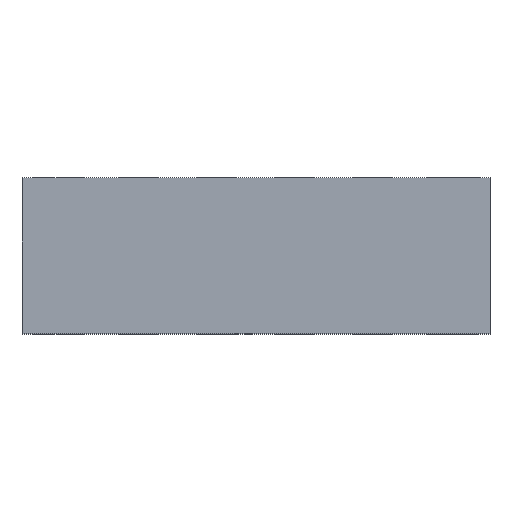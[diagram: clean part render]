
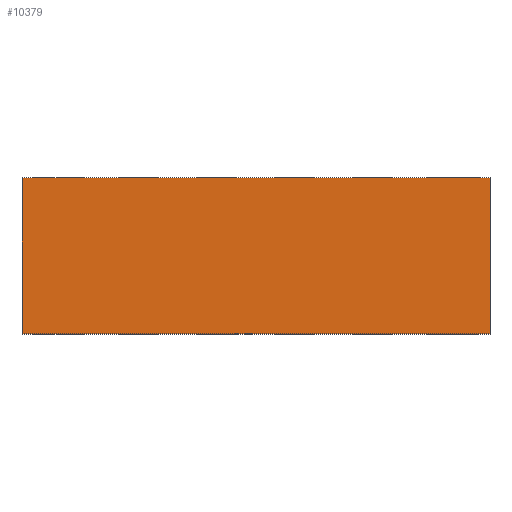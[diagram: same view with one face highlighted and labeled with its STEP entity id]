
A CAD part, top view. The second image highlights one B-rep face of the part: STEP entity #10379.
In plain terms, the highlighted planar face has unit normal (0, 0, 1).
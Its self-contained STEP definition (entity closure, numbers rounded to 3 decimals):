
#9339 = PLANE('',#9340);
#9340 = AXIS2_PLACEMENT_3D('',#9341,#9342,#9343);
#9341 = CARTESIAN_POINT('',(0.,0.,0.));
#9342 = DIRECTION('',(0.,1.,0.));
#9343 = DIRECTION('',(1.,0.,0.));
#9576 = PLANE('',#9577);
#9577 = AXIS2_PLACEMENT_3D('',#9578,#9579,#9580);
#9578 = CARTESIAN_POINT('',(0.,1.,0.));
#9579 = DIRECTION('',(0.,1.,0.));
#9580 = DIRECTION('',(1.,0.,0.));
#10276 = VERTEX_POINT('',#10277);
#10277 = CARTESIAN_POINT('',(-1.5,0.,1.5));
#10284 = PLANE('',#10285);
#10285 = AXIS2_PLACEMENT_3D('',#10286,#10287,#10288);
#10286 = CARTESIAN_POINT('',(-1.5,1.,1.5));
#10287 = DIRECTION('',(1.,0.,0.));
#10288 = DIRECTION('',(0.,1.,0.));
#10303 = EDGE_CURVE('',#10304,#10276,#10306,.T.);
#10304 = VERTEX_POINT('',#10305);
#10305 = CARTESIAN_POINT('',(-1.5,1.,1.5));
#10306 = SURFACE_CURVE('',#10307,(#10311,#10318),.PCURVE_S1.);
#10307 = LINE('',#10308,#10309);
#10308 = CARTESIAN_POINT('',(-1.5,1.,1.5));
#10309 = VECTOR('',#10310,1.);
#10310 = DIRECTION('',(0.,-1.,0.));
#10311 = PCURVE('',#10284,#10312);
#10312 = DEFINITIONAL_REPRESENTATION('',(#10313),#10317);
#10313 = LINE('',#10314,#10315);
#10314 = CARTESIAN_POINT('',(0.,0.));
#10315 = VECTOR('',#10316,1.);
#10316 = DIRECTION('',(-1.,0.));
#10317 = ( GEOMETRIC_REPRESENTATION_CONTEXT(2) 
PARAMETRIC_REPRESENTATION_CONTEXT() REPRESENTATION_CONTEXT('2D SPACE',''
  ) );
#10318 = PCURVE('',#10319,#10324);
#10319 = PLANE('',#10320);
#10320 = AXIS2_PLACEMENT_3D('',#10321,#10322,#10323);
#10321 = CARTESIAN_POINT('',(1.5,1.,1.5));
#10322 = DIRECTION('',(0.,0.,-1.));
#10323 = DIRECTION('',(-1.,0.,0.));
#10324 = DEFINITIONAL_REPRESENTATION('',(#10325),#10329);
#10325 = LINE('',#10326,#10327);
#10326 = CARTESIAN_POINT('',(3.,0.));
#10327 = VECTOR('',#10328,1.);
#10328 = DIRECTION('',(0.,-1.));
#10329 = ( GEOMETRIC_REPRESENTATION_CONTEXT(2) 
PARAMETRIC_REPRESENTATION_CONTEXT() REPRESENTATION_CONTEXT('2D SPACE',''
  ) );
#10379 = ADVANCED_FACE('',(#10380),#10319,.F.);
#10380 = FACE_BOUND('',#10381,.T.);
#10381 = EDGE_LOOP('',(#10382,#10405,#10433,#10454));
#10382 = ORIENTED_EDGE('',*,*,#10383,.T.);
#10383 = EDGE_CURVE('',#10276,#10384,#10386,.T.);
#10384 = VERTEX_POINT('',#10385);
#10385 = CARTESIAN_POINT('',(1.5,0.,1.5));
#10386 = SURFACE_CURVE('',#10387,(#10391,#10398),.PCURVE_S1.);
#10387 = LINE('',#10388,#10389);
#10388 = CARTESIAN_POINT('',(1.5,0.,1.5));
#10389 = VECTOR('',#10390,1.);
#10390 = DIRECTION('',(1.,0.,0.));
#10391 = PCURVE('',#10319,#10392);
#10392 = DEFINITIONAL_REPRESENTATION('',(#10393),#10397);
#10393 = LINE('',#10394,#10395);
#10394 = CARTESIAN_POINT('',(0.,-1.));
#10395 = VECTOR('',#10396,1.);
#10396 = DIRECTION('',(-1.,0.));
#10397 = ( GEOMETRIC_REPRESENTATION_CONTEXT(2) 
PARAMETRIC_REPRESENTATION_CONTEXT() REPRESENTATION_CONTEXT('2D SPACE',''
  ) );
#10398 = PCURVE('',#9339,#10399);
#10399 = DEFINITIONAL_REPRESENTATION('',(#10400),#10404);
#10400 = LINE('',#10401,#10402);
#10401 = CARTESIAN_POINT('',(1.5,-1.5));
#10402 = VECTOR('',#10403,1.);
#10403 = DIRECTION('',(1.,0.));
#10404 = ( GEOMETRIC_REPRESENTATION_CONTEXT(2) 
PARAMETRIC_REPRESENTATION_CONTEXT() REPRESENTATION_CONTEXT('2D SPACE',''
  ) );
#10405 = ORIENTED_EDGE('',*,*,#10406,.F.);
#10406 = EDGE_CURVE('',#10407,#10384,#10409,.T.);
#10407 = VERTEX_POINT('',#10408);
#10408 = CARTESIAN_POINT('',(1.5,1.,1.5));
#10409 = SURFACE_CURVE('',#10410,(#10414,#10421),.PCURVE_S1.);
#10410 = LINE('',#10411,#10412);
#10411 = CARTESIAN_POINT('',(1.5,1.,1.5));
#10412 = VECTOR('',#10413,1.);
#10413 = DIRECTION('',(0.,-1.,0.));
#10414 = PCURVE('',#10319,#10415);
#10415 = DEFINITIONAL_REPRESENTATION('',(#10416),#10420);
#10416 = LINE('',#10417,#10418);
#10417 = CARTESIAN_POINT('',(0.,0.));
#10418 = VECTOR('',#10419,1.);
#10419 = DIRECTION('',(0.,-1.));
#10420 = ( GEOMETRIC_REPRESENTATION_CONTEXT(2) 
PARAMETRIC_REPRESENTATION_CONTEXT() REPRESENTATION_CONTEXT('2D SPACE',''
  ) );
#10421 = PCURVE('',#10422,#10427);
#10422 = PLANE('',#10423);
#10423 = AXIS2_PLACEMENT_3D('',#10424,#10425,#10426);
#10424 = CARTESIAN_POINT('',(1.5,1.,1.5));
#10425 = DIRECTION('',(-1.,0.,0.));
#10426 = DIRECTION('',(0.,0.,1.));
#10427 = DEFINITIONAL_REPRESENTATION('',(#10428),#10432);
#10428 = LINE('',#10429,#10430);
#10429 = CARTESIAN_POINT('',(0.,0.));
#10430 = VECTOR('',#10431,1.);
#10431 = DIRECTION('',(0.,-1.));
#10432 = ( GEOMETRIC_REPRESENTATION_CONTEXT(2) 
PARAMETRIC_REPRESENTATION_CONTEXT() REPRESENTATION_CONTEXT('2D SPACE',''
  ) );
#10433 = ORIENTED_EDGE('',*,*,#10434,.F.);
#10434 = EDGE_CURVE('',#10304,#10407,#10435,.T.);
#10435 = SURFACE_CURVE('',#10436,(#10440,#10447),.PCURVE_S1.);
#10436 = LINE('',#10437,#10438);
#10437 = CARTESIAN_POINT('',(1.5,1.,1.5));
#10438 = VECTOR('',#10439,1.);
#10439 = DIRECTION('',(1.,0.,0.));
#10440 = PCURVE('',#10319,#10441);
#10441 = DEFINITIONAL_REPRESENTATION('',(#10442),#10446);
#10442 = LINE('',#10443,#10444);
#10443 = CARTESIAN_POINT('',(0.,0.));
#10444 = VECTOR('',#10445,1.);
#10445 = DIRECTION('',(-1.,0.));
#10446 = ( GEOMETRIC_REPRESENTATION_CONTEXT(2) 
PARAMETRIC_REPRESENTATION_CONTEXT() REPRESENTATION_CONTEXT('2D SPACE',''
  ) );
#10447 = PCURVE('',#9576,#10448);
#10448 = DEFINITIONAL_REPRESENTATION('',(#10449),#10453);
#10449 = LINE('',#10450,#10451);
#10450 = CARTESIAN_POINT('',(1.5,-1.5));
#10451 = VECTOR('',#10452,1.);
#10452 = DIRECTION('',(1.,0.));
#10453 = ( GEOMETRIC_REPRESENTATION_CONTEXT(2) 
PARAMETRIC_REPRESENTATION_CONTEXT() REPRESENTATION_CONTEXT('2D SPACE',''
  ) );
#10454 = ORIENTED_EDGE('',*,*,#10303,.T.);
